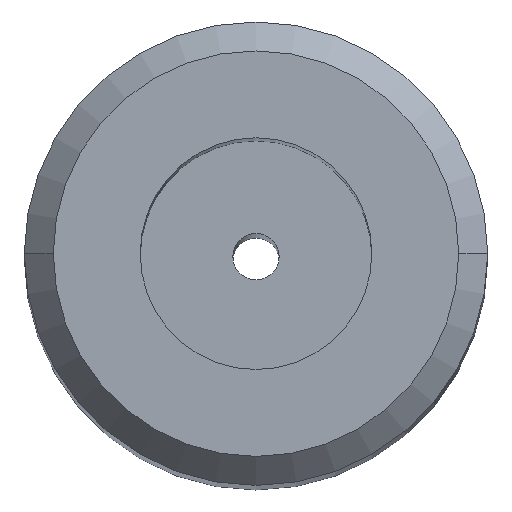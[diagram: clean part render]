
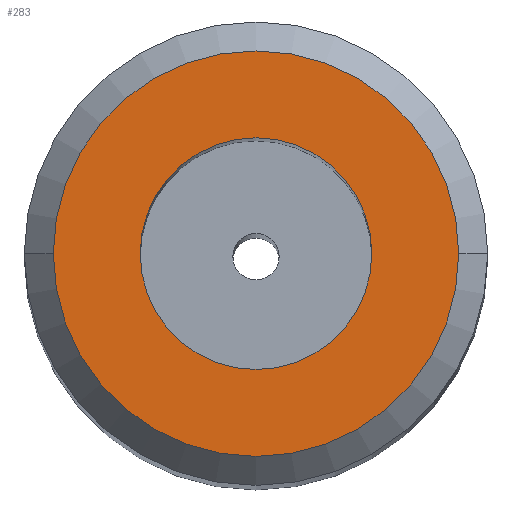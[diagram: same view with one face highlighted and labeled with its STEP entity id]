
A CAD part, top view. The second image highlights one B-rep face of the part: STEP entity #283.
In plain terms, the highlighted planar face has unit normal (0, 0, 1).
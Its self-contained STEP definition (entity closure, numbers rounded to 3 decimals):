
#17 = PLANE ( 'NONE',  #91 ) ;
#23 = CARTESIAN_POINT ( 'NONE',  ( 0., 0., 75. ) ) ;
#24 = FACE_OUTER_BOUND ( 'NONE', #460, .T. ) ;
#53 = ORIENTED_EDGE ( 'NONE', *, *, #966, .T. ) ;
#91 = AXIS2_PLACEMENT_3D ( 'NONE', #362, #703, #691 ) ;
#92 = VERTEX_POINT ( 'NONE', #805 ) ;
#109 = DIRECTION ( 'NONE',  ( -1., 0., 0. ) ) ;
#199 = DIRECTION ( 'NONE',  ( 0., 0., -1. ) ) ;
#250 = DIRECTION ( 'NONE',  ( -1., 0., 0. ) ) ;
#283 = ADVANCED_FACE ( 'NONE', ( #451, #24 ), #17, .T. ) ;
#343 = DIRECTION ( 'NONE',  ( 0., 0., -1. ) ) ;
#354 = VERTEX_POINT ( 'NONE', #893 ) ;
#361 = DIRECTION ( 'NONE',  ( -1., 0., 0. ) ) ;
#362 = CARTESIAN_POINT ( 'NONE',  ( 0., 3.5, 75. ) ) ;
#377 = AXIS2_PLACEMENT_3D ( 'NONE', #604, #343, #250 ) ;
#410 = CARTESIAN_POINT ( 'NONE',  ( 3.5, 0., 75. ) ) ;
#442 = CARTESIAN_POINT ( 'NONE',  ( 0., 0., 75. ) ) ;
#451 = FACE_BOUND ( 'NONE', #673, .T. ) ;
#456 = CIRCLE ( 'NONE', #924, 3.5 ) ;
#460 = EDGE_LOOP ( 'NONE', ( #651, #545 ) ) ;
#493 = ORIENTED_EDGE ( 'NONE', *, *, #793, .T. ) ;
#512 = DIRECTION ( 'NONE',  ( 0., 0., -1. ) ) ;
#545 = ORIENTED_EDGE ( 'NONE', *, *, #874, .F. ) ;
#547 = DIRECTION ( 'NONE',  ( 0., 0., -1. ) ) ;
#555 = CIRCLE ( 'NONE', #872, 2. ) ;
#600 = CARTESIAN_POINT ( 'NONE',  ( -2., 0., 75. ) ) ;
#604 = CARTESIAN_POINT ( 'NONE',  ( 0., 0., 75. ) ) ;
#630 = VERTEX_POINT ( 'NONE', #410 ) ;
#635 = CARTESIAN_POINT ( 'NONE',  ( 0., 0., 75. ) ) ;
#651 = ORIENTED_EDGE ( 'NONE', *, *, #933, .F. ) ;
#673 = EDGE_LOOP ( 'NONE', ( #493, #53 ) ) ;
#691 = DIRECTION ( 'NONE',  ( 1., 0., 0. ) ) ;
#703 = DIRECTION ( 'NONE',  ( 0., 0., 1. ) ) ;
#793 = EDGE_CURVE ( 'NONE', #877, #92, #798, .T. ) ;
#798 = CIRCLE ( 'NONE', #377, 2. ) ;
#805 = CARTESIAN_POINT ( 'NONE',  ( 2., 0., 75. ) ) ;
#841 = DIRECTION ( 'NONE',  ( -1., 0., 0. ) ) ;
#872 = AXIS2_PLACEMENT_3D ( 'NONE', #635, #199, #109 ) ;
#874 = EDGE_CURVE ( 'NONE', #630, #354, #1079, .T. ) ;
#877 = VERTEX_POINT ( 'NONE', #600 ) ;
#893 = CARTESIAN_POINT ( 'NONE',  ( -3.5, 0., 75. ) ) ;
#924 = AXIS2_PLACEMENT_3D ( 'NONE', #23, #547, #361 ) ;
#933 = EDGE_CURVE ( 'NONE', #354, #630, #456, .T. ) ;
#957 = AXIS2_PLACEMENT_3D ( 'NONE', #442, #512, #841 ) ;
#966 = EDGE_CURVE ( 'NONE', #92, #877, #555, .T. ) ;
#1079 = CIRCLE ( 'NONE', #957, 3.5 ) ;
